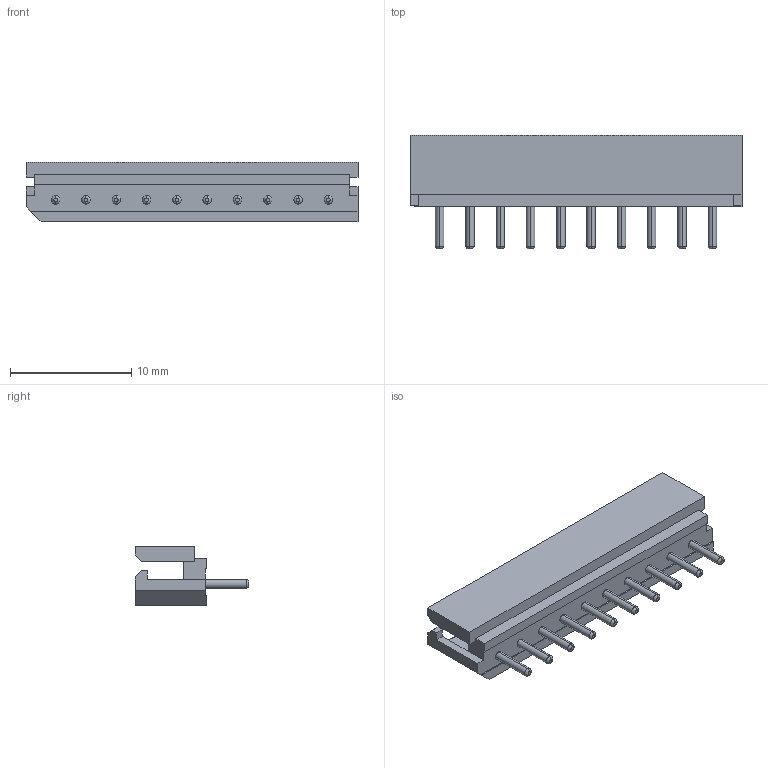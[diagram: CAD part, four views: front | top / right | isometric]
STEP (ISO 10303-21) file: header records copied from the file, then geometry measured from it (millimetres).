
FILE_DESCRIPTION((''),'2;1');
FILE_NAME('022035105','2016-09-06T',('gsharma'),(''),'PRO/ENGINEER BY PARAMETRIC TECHNOLOGY CORPORATION, 2012310','PRO/ENGINEER BY PARAMETRIC TECHNOLOGY CORPORATION, 2012310','');
FILE_SCHEMA(('CONFIG_CONTROL_DESIGN'));
Length unit declared in the file: millimetre
Products named in the file (1): 022035105
Bounding box: 27.4 x 9.4 x 4.9 mm (x, y, z)
Volume: 413.5 mm3; surface area: 1024.6 mm2
Topology: 1 solids, 1 shells, 179 faces, 444 edges, 304 vertices
Faces by surface type: plane 99, cylinder 40, bspline 40
Entity records: 6191 total; most frequent: CARTESIAN_POINT 1954, DIRECTION 904, ORIENTED_EDGE 814, EDGE_CURVE 407, AXIS2_PLACEMENT_3D 320, VECTOR 264, LINE 264, VERTEX_POINT 250
